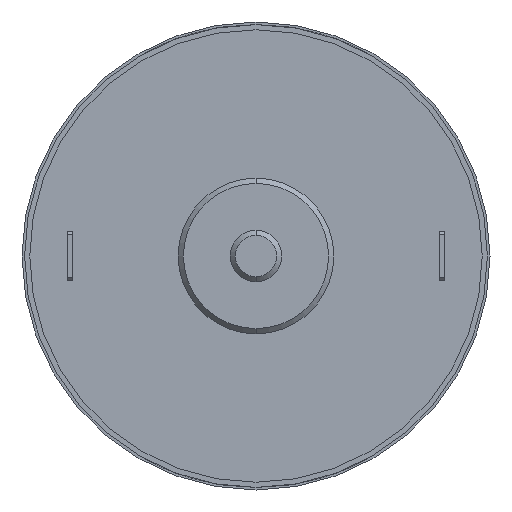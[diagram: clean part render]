
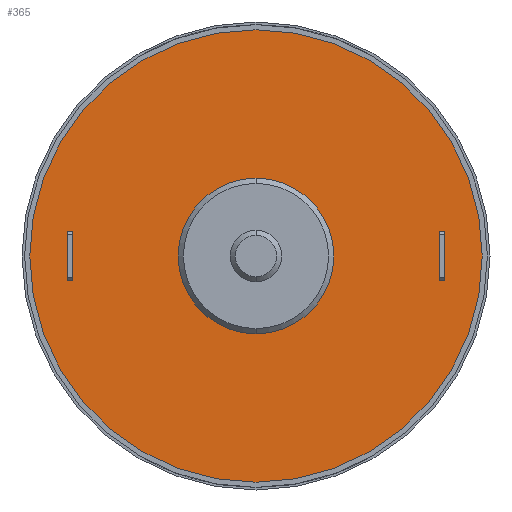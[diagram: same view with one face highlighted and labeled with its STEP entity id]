
A CAD part, front view. The second image highlights one B-rep face of the part: STEP entity #365.
In plain terms, the highlighted planar face has unit normal (0, -1, 0).
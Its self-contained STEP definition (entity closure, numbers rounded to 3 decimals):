
#23 = EDGE_LOOP ( 'NONE', ( #2610, #2341 ) ) ;
#34 = CARTESIAN_POINT ( 'NONE',  ( -18.15, 1., 2.4 ) ) ;
#82 = CARTESIAN_POINT ( 'NONE',  ( -18.15, 1., -2.4 ) ) ;
#97 = AXIS2_PLACEMENT_3D ( 'NONE', #2308, #734, #796 ) ;
#108 = VECTOR ( 'NONE', #787, 1000. ) ;
#131 = ORIENTED_EDGE ( 'NONE', *, *, #2139, .F. ) ;
#264 = DIRECTION ( 'NONE',  ( -1., 0., 0. ) ) ;
#271 = DIRECTION ( 'NONE',  ( 0., 0., -1. ) ) ;
#284 = CIRCLE ( 'NONE', #1303, 7.5 ) ;
#299 = DIRECTION ( 'NONE',  ( 0., -1., 0. ) ) ;
#343 = CARTESIAN_POINT ( 'NONE',  ( 17.65, 1., -2.4 ) ) ;
#365 = ADVANCED_FACE ( 'NONE', ( #721, #685, #1613, #2027 ), #1548, .T. ) ;
#369 = LINE ( 'NONE', #1680, #2287 ) ;
#406 = VERTEX_POINT ( 'NONE', #82 ) ;
#416 = VERTEX_POINT ( 'NONE', #2623 ) ;
#425 = AXIS2_PLACEMENT_3D ( 'NONE', #2714, #2957, #271 ) ;
#453 = VERTEX_POINT ( 'NONE', #2490 ) ;
#560 = EDGE_CURVE ( 'NONE', #1013, #1959, #2400, .T. ) ;
#601 = EDGE_CURVE ( 'NONE', #453, #2953, #1084, .T. ) ;
#607 = VERTEX_POINT ( 'NONE', #34 ) ;
#620 = VERTEX_POINT ( 'NONE', #2465 ) ;
#647 = CARTESIAN_POINT ( 'NONE',  ( 0., 1., 21.8 ) ) ;
#655 = ORIENTED_EDGE ( 'NONE', *, *, #777, .F. ) ;
#685 = FACE_OUTER_BOUND ( 'NONE', #23, .T. ) ;
#696 = DIRECTION ( 'NONE',  ( 0., -1., 0. ) ) ;
#721 = FACE_BOUND ( 'NONE', #2183, .T. ) ;
#734 = DIRECTION ( 'NONE',  ( 0., -1., 0. ) ) ;
#742 = ORIENTED_EDGE ( 'NONE', *, *, #2303, .F. ) ;
#757 = LINE ( 'NONE', #1569, #3142 ) ;
#777 = EDGE_CURVE ( 'NONE', #1974, #1013, #2619, .T. ) ;
#787 = DIRECTION ( 'NONE',  ( 0., 0., 1. ) ) ;
#790 = EDGE_CURVE ( 'NONE', #406, #453, #2138, .T. ) ;
#796 = DIRECTION ( 'NONE',  ( 0., 0., -1. ) ) ;
#824 = CARTESIAN_POINT ( 'NONE',  ( -18.15, 1., -2.4 ) ) ;
#858 = CARTESIAN_POINT ( 'NONE',  ( 17.65, 1., -2.4 ) ) ;
#965 = ORIENTED_EDGE ( 'NONE', *, *, #560, .F. ) ;
#1013 = VERTEX_POINT ( 'NONE', #1890 ) ;
#1072 = DIRECTION ( 'NONE',  ( 0., 0., -1. ) ) ;
#1084 = LINE ( 'NONE', #2454, #108 ) ;
#1105 = EDGE_LOOP ( 'NONE', ( #742, #965, #655, #131 ) ) ;
#1149 = VERTEX_POINT ( 'NONE', #2023 ) ;
#1188 = VECTOR ( 'NONE', #3023, 1000. ) ;
#1257 = CIRCLE ( 'NONE', #97, 7.5 ) ;
#1288 = CARTESIAN_POINT ( 'NONE',  ( -18.15, 1., 2.4 ) ) ;
#1294 = ORIENTED_EDGE ( 'NONE', *, *, #3087, .F. ) ;
#1303 = AXIS2_PLACEMENT_3D ( 'NONE', #2645, #696, #2399 ) ;
#1323 = EDGE_CURVE ( 'NONE', #607, #406, #757, .T. ) ;
#1409 = VECTOR ( 'NONE', #1650, 1000. ) ;
#1517 = DIRECTION ( 'NONE',  ( 0., 0., -1. ) ) ;
#1548 = PLANE ( 'NONE',  #2320 ) ;
#1569 = CARTESIAN_POINT ( 'NONE',  ( -18.15, 1., -2.4 ) ) ;
#1570 = CARTESIAN_POINT ( 'NONE',  ( 0., 1., 0. ) ) ;
#1613 = FACE_BOUND ( 'NONE', #1745, .T. ) ;
#1650 = DIRECTION ( 'NONE',  ( 0., 0., -1. ) ) ;
#1670 = ORIENTED_EDGE ( 'NONE', *, *, #1323, .F. ) ;
#1680 = CARTESIAN_POINT ( 'NONE',  ( 17.65, 1., 2.4 ) ) ;
#1745 = EDGE_LOOP ( 'NONE', ( #2294, #2469 ) ) ;
#1793 = DIRECTION ( 'NONE',  ( 0., -1., 0. ) ) ;
#1814 = EDGE_CURVE ( 'NONE', #416, #2874, #1257, .T. ) ;
#1862 = CARTESIAN_POINT ( 'NONE',  ( 17.65, 1., -2.4 ) ) ;
#1869 = ORIENTED_EDGE ( 'NONE', *, *, #790, .F. ) ;
#1875 = EDGE_CURVE ( 'NONE', #2075, #1149, #2205, .T. ) ;
#1890 = CARTESIAN_POINT ( 'NONE',  ( 18.15, 1., -2.4 ) ) ;
#1959 = VERTEX_POINT ( 'NONE', #2765 ) ;
#1964 = CIRCLE ( 'NONE', #425, 21.8 ) ;
#1966 = CARTESIAN_POINT ( 'NONE',  ( -17.65, 1., 2.4 ) ) ;
#1973 = DIRECTION ( 'NONE',  ( 0., 0., 1. ) ) ;
#1974 = VERTEX_POINT ( 'NONE', #343 ) ;
#2015 = CARTESIAN_POINT ( 'NONE',  ( 18.15, 1., -2.4 ) ) ;
#2023 = CARTESIAN_POINT ( 'NONE',  ( 0., 1., -21.8 ) ) ;
#2027 = FACE_BOUND ( 'NONE', #1105, .T. ) ;
#2075 = VERTEX_POINT ( 'NONE', #647 ) ;
#2119 = LINE ( 'NONE', #1288, #2315 ) ;
#2138 = LINE ( 'NONE', #824, #2300 ) ;
#2139 = EDGE_CURVE ( 'NONE', #620, #1974, #2573, .T. ) ;
#2183 = EDGE_LOOP ( 'NONE', ( #1294, #2679, #1869, #1670 ) ) ;
#2200 = EDGE_CURVE ( 'NONE', #2874, #416, #284, .T. ) ;
#2205 = CIRCLE ( 'NONE', #2857, 21.8 ) ;
#2267 = CARTESIAN_POINT ( 'NONE',  ( 0., 1., 0. ) ) ;
#2287 = VECTOR ( 'NONE', #264, 1000. ) ;
#2294 = ORIENTED_EDGE ( 'NONE', *, *, #1814, .F. ) ;
#2300 = VECTOR ( 'NONE', #3007, 1000. ) ;
#2303 = EDGE_CURVE ( 'NONE', #1959, #620, #369, .T. ) ;
#2308 = CARTESIAN_POINT ( 'NONE',  ( 0., 1., 0. ) ) ;
#2315 = VECTOR ( 'NONE', #2981, 1000. ) ;
#2320 = AXIS2_PLACEMENT_3D ( 'NONE', #1570, #299, #1072 ) ;
#2341 = ORIENTED_EDGE ( 'NONE', *, *, #1875, .T. ) ;
#2399 = DIRECTION ( 'NONE',  ( 0., 0., -1. ) ) ;
#2400 = LINE ( 'NONE', #2015, #2587 ) ;
#2454 = CARTESIAN_POINT ( 'NONE',  ( -17.65, 1., -2.4 ) ) ;
#2465 = CARTESIAN_POINT ( 'NONE',  ( 17.65, 1., 2.4 ) ) ;
#2469 = ORIENTED_EDGE ( 'NONE', *, *, #2200, .F. ) ;
#2490 = CARTESIAN_POINT ( 'NONE',  ( -17.65, 1., -2.4 ) ) ;
#2573 = LINE ( 'NONE', #1862, #1409 ) ;
#2587 = VECTOR ( 'NONE', #1973, 1000. ) ;
#2610 = ORIENTED_EDGE ( 'NONE', *, *, #3055, .T. ) ;
#2619 = LINE ( 'NONE', #858, #1188 ) ;
#2623 = CARTESIAN_POINT ( 'NONE',  ( 0., 1., 7.5 ) ) ;
#2645 = CARTESIAN_POINT ( 'NONE',  ( 0., 1., 0. ) ) ;
#2679 = ORIENTED_EDGE ( 'NONE', *, *, #601, .F. ) ;
#2714 = CARTESIAN_POINT ( 'NONE',  ( 0., 1., 0. ) ) ;
#2765 = CARTESIAN_POINT ( 'NONE',  ( 18.15, 1., 2.4 ) ) ;
#2857 = AXIS2_PLACEMENT_3D ( 'NONE', #2267, #1793, #1517 ) ;
#2874 = VERTEX_POINT ( 'NONE', #3135 ) ;
#2953 = VERTEX_POINT ( 'NONE', #1966 ) ;
#2957 = DIRECTION ( 'NONE',  ( 0., -1., 0. ) ) ;
#2981 = DIRECTION ( 'NONE',  ( -1., 0., 0. ) ) ;
#3007 = DIRECTION ( 'NONE',  ( 1., 0., 0. ) ) ;
#3023 = DIRECTION ( 'NONE',  ( 1., 0., 0. ) ) ;
#3043 = DIRECTION ( 'NONE',  ( 0., 0., -1. ) ) ;
#3055 = EDGE_CURVE ( 'NONE', #1149, #2075, #1964, .T. ) ;
#3087 = EDGE_CURVE ( 'NONE', #2953, #607, #2119, .T. ) ;
#3135 = CARTESIAN_POINT ( 'NONE',  ( 0., 1., -7.5 ) ) ;
#3142 = VECTOR ( 'NONE', #3043, 1000. ) ;
